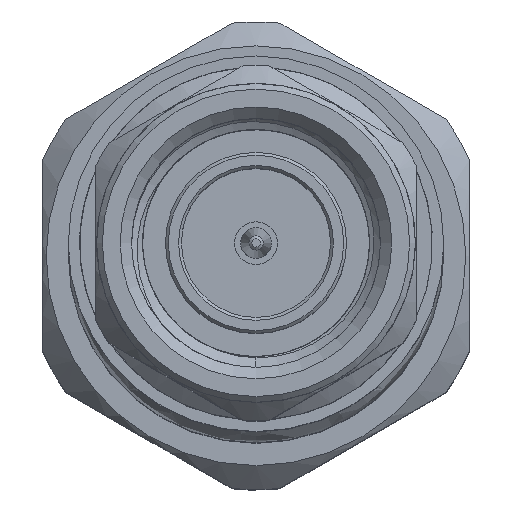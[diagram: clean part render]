
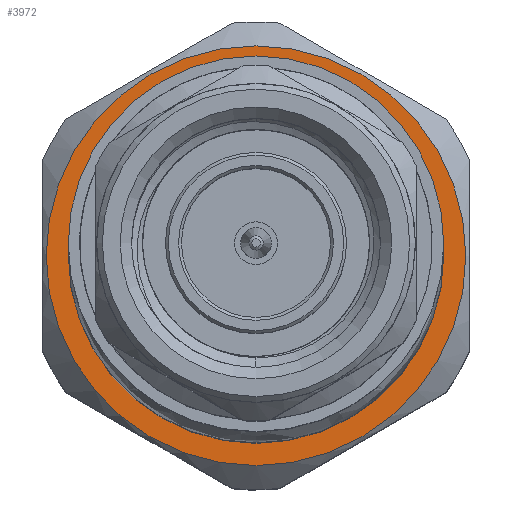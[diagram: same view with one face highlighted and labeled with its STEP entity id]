
A CAD part, top view. The second image highlights one B-rep face of the part: STEP entity #3972.
In plain terms, the highlighted face is planar.
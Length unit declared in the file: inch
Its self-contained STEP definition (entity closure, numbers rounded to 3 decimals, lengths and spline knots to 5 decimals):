
#540 = AXIS2_PLACEMENT_3D ( 'NONE', #4786, #2122, #4336 ) ;
#677 = VERTEX_POINT ( 'NONE', #3989 ) ;
#1751 = CARTESIAN_POINT ( 'NONE',  ( 0.67772, 0., 0. ) ) ;
#2122 = DIRECTION ( 'NONE',  ( -1., 0., 0. ) ) ;
#2404 = AXIS2_PLACEMENT_3D ( 'NONE', #1751, #4964, #3571 ) ;
#2525 = PLANE ( 'NONE',  #540 ) ;
#2709 = EDGE_LOOP ( 'NONE', ( #4238 ) ) ;
#3571 = DIRECTION ( 'NONE',  ( 0., 0., -1. ) ) ;
#3972 = ADVANCED_FACE ( 'NONE', ( #4087 ), #2525, .F. ) ;
#3989 = CARTESIAN_POINT ( 'NONE',  ( 0.67772, 0., -0.36879 ) ) ;
#4087 = FACE_OUTER_BOUND ( 'NONE', #2709, .T. ) ;
#4238 = ORIENTED_EDGE ( 'NONE', *, *, #4494, .F. ) ;
#4336 = DIRECTION ( 'NONE',  ( 0., 0., -1. ) ) ;
#4494 = EDGE_CURVE ( 'NONE', #677, #677, #5450, .T. ) ;
#4786 = CARTESIAN_POINT ( 'NONE',  ( 0.67772, 0.15243, 0. ) ) ;
#4964 = DIRECTION ( 'NONE',  ( -1., 0., 0. ) ) ;
#5450 = CIRCLE ( 'NONE', #2404, 0.36879 ) ;
